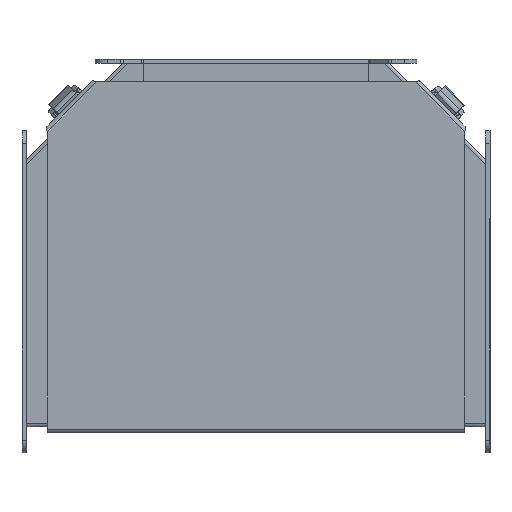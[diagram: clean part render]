
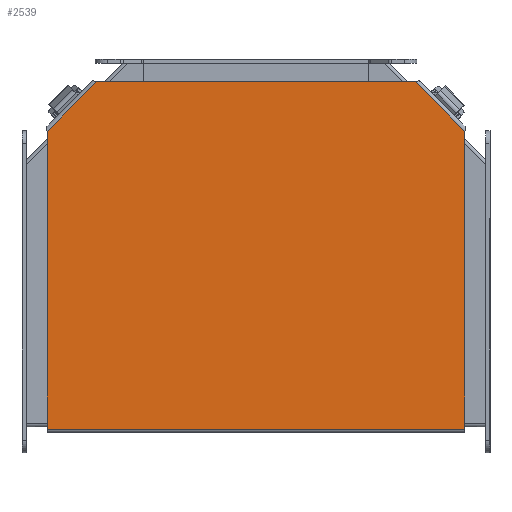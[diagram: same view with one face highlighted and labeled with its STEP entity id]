
A CAD part, front view. The second image highlights one B-rep face of the part: STEP entity #2539.
In plain terms, the highlighted planar face has unit normal (0, -1, 0).
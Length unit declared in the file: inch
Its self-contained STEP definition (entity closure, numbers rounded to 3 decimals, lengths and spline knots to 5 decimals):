
#111 = CARTESIAN_POINT ( 'NONE',  ( 6.25, -7.8595, -0.064 ) ) ;
#306 = CARTESIAN_POINT ( 'NONE',  ( -6.25, -7.8595, 10.328 ) ) ;
#525 = FACE_OUTER_BOUND ( 'NONE', #6109, .T. ) ;
#747 = EDGE_CURVE ( 'NONE', #12878, #5935, #9408, .T. ) ;
#823 = ORIENTED_EDGE ( 'NONE', *, *, #15852, .T. ) ;
#1251 = CARTESIAN_POINT ( 'NONE',  ( 6.25, -7.8595, -0.064 ) ) ;
#1469 = VECTOR ( 'NONE', #12720, 39.37008 ) ;
#1802 = DIRECTION ( 'NONE',  ( -0.707, 0., -0.707 ) ) ;
#2188 = ORIENTED_EDGE ( 'NONE', *, *, #747, .T. ) ;
#2539 = ADVANCED_FACE ( 'NONE', ( #525 ), #10542, .T. ) ;
#2718 = CARTESIAN_POINT ( 'NONE',  ( -6.25, -7.8595, 8.85026 ) ) ;
#3301 = ORIENTED_EDGE ( 'NONE', *, *, #9484, .T. ) ;
#3514 = DIRECTION ( 'NONE',  ( -1., 0., 0. ) ) ;
#3956 = EDGE_CURVE ( 'NONE', #14274, #15000, #16245, .T. ) ;
#4603 = CARTESIAN_POINT ( 'NONE',  ( 4.77226, -7.8595, 10.328 ) ) ;
#5241 = LINE ( 'NONE', #1251, #13953 ) ;
#5537 = CARTESIAN_POINT ( 'NONE',  ( 6.25, -7.8595, 10.328 ) ) ;
#5603 = CARTESIAN_POINT ( 'NONE',  ( 6.25, -7.8595, 10.328 ) ) ;
#5923 = CARTESIAN_POINT ( 'NONE',  ( 6.25, -7.8595, 10.328 ) ) ;
#5935 = VERTEX_POINT ( 'NONE', #2718 ) ;
#5950 = LINE ( 'NONE', #306, #12897 ) ;
#6109 = EDGE_LOOP ( 'NONE', ( #7367, #9366, #13314, #2188, #823, #3301 ) ) ;
#6941 = DIRECTION ( 'NONE',  ( 0., -1., 0. ) ) ;
#7367 = ORIENTED_EDGE ( 'NONE', *, *, #10612, .T. ) ;
#9291 = EDGE_CURVE ( 'NONE', #15000, #12878, #12443, .T. ) ;
#9366 = ORIENTED_EDGE ( 'NONE', *, *, #3956, .T. ) ;
#9408 = LINE ( 'NONE', #14501, #16231 ) ;
#9484 = EDGE_CURVE ( 'NONE', #13948, #14312, #5241, .T. ) ;
#10542 = PLANE ( 'NONE',  #15177 ) ;
#10557 = DIRECTION ( 'NONE',  ( 0., 0., 1. ) ) ;
#10612 = EDGE_CURVE ( 'NONE', #14312, #14274, #14660, .T. ) ;
#10789 = CARTESIAN_POINT ( 'NONE',  ( -6.25, -7.8595, -0.064 ) ) ;
#11304 = CARTESIAN_POINT ( 'NONE',  ( 6.25, -7.8595, 8.85026 ) ) ;
#11430 = DIRECTION ( 'NONE',  ( 1., 0., 0. ) ) ;
#12443 = LINE ( 'NONE', #5923, #15552 ) ;
#12720 = DIRECTION ( 'NONE',  ( -0.707, 0., 0.707 ) ) ;
#12878 = VERTEX_POINT ( 'NONE', #14887 ) ;
#12897 = VECTOR ( 'NONE', #14345, 39.37008 ) ;
#13314 = ORIENTED_EDGE ( 'NONE', *, *, #9291, .T. ) ;
#13948 = VERTEX_POINT ( 'NONE', #10789 ) ;
#13953 = VECTOR ( 'NONE', #11430, 39.37008 ) ;
#14274 = VERTEX_POINT ( 'NONE', #11304 ) ;
#14312 = VERTEX_POINT ( 'NONE', #111 ) ;
#14345 = DIRECTION ( 'NONE',  ( 0., 0., -1. ) ) ;
#14501 = CARTESIAN_POINT ( 'NONE',  ( -4.77226, -7.8595, 10.328 ) ) ;
#14660 = LINE ( 'NONE', #5537, #16089 ) ;
#14887 = CARTESIAN_POINT ( 'NONE',  ( -4.77226, -7.8595, 10.328 ) ) ;
#15000 = VERTEX_POINT ( 'NONE', #4603 ) ;
#15177 = AXIS2_PLACEMENT_3D ( 'NONE', #5603, #6941, #15648 ) ;
#15319 = CARTESIAN_POINT ( 'NONE',  ( 6.25, -7.8595, 8.85026 ) ) ;
#15552 = VECTOR ( 'NONE', #3514, 39.37008 ) ;
#15648 = DIRECTION ( 'NONE',  ( -1., 0., 0. ) ) ;
#15852 = EDGE_CURVE ( 'NONE', #5935, #13948, #5950, .T. ) ;
#16089 = VECTOR ( 'NONE', #10557, 39.37008 ) ;
#16231 = VECTOR ( 'NONE', #1802, 39.37008 ) ;
#16245 = LINE ( 'NONE', #15319, #1469 ) ;
